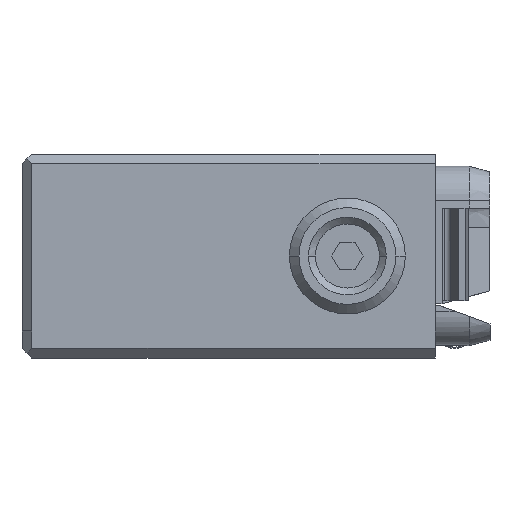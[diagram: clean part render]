
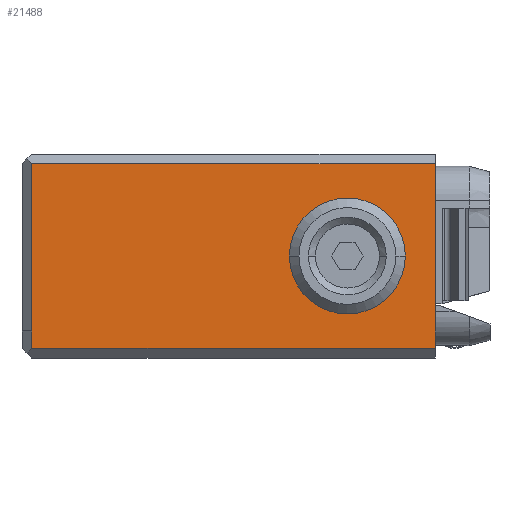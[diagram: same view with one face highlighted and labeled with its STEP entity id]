
A CAD part, left-side view. The second image highlights one B-rep face of the part: STEP entity #21488.
In plain terms, the highlighted planar face has unit normal (-1, 0, 0).
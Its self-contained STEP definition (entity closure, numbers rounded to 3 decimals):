
#4450=DIRECTION('',(0.,0.,1.));
#4451=VECTOR('',#4450,12.28);
#4452=CARTESIAN_POINT('',(-22.25,0.,0.));
#4453=LINE('',#4452,#4451);
#4496=DIRECTION('',(0.,-1.,0.));
#4497=VECTOR('',#4496,0.02);
#4498=CARTESIAN_POINT('',(-22.25,0.,0.));
#4499=LINE('',#4498,#4497);
#4500=DIRECTION('',(0.,0.,1.));
#4501=VECTOR('',#4500,1.28);
#4502=CARTESIAN_POINT('',(-22.25,-0.02,-1.28));
#4503=LINE('',#4502,#4501);
#4504=CARTESIAN_POINT('',(-22.25,6.44,5.5));
#4505=DIRECTION('',(-1.,0.,0.));
#4506=DIRECTION('',(0.,-1.,0.));
#4507=AXIS2_PLACEMENT_3D('',#4504,#4505,#4506);
#4509=CARTESIAN_POINT('',(-22.25,6.44,5.5));
#4510=DIRECTION('',(-1.,0.,0.));
#4511=DIRECTION('',(0.,1.,0.));
#4512=AXIS2_PLACEMENT_3D('',#4509,#4510,#4511);
#4514=DIRECTION('',(0.,1.,0.));
#4515=VECTOR('',#4514,29.6);
#4516=CARTESIAN_POINT('',(-22.25,-0.02,-1.28));
#4517=LINE('',#4516,#4515);
#4679=DIRECTION('',(0.,-1.,0.));
#4680=VECTOR('',#4679,0.02);
#4681=CARTESIAN_POINT('',(-22.25,29.6,0.));
#4682=LINE('',#4681,#4680);
#8933=DIRECTION('',(0.,-1.,0.));
#8934=VECTOR('',#8933,29.6);
#8935=CARTESIAN_POINT('',(-22.25,29.6,12.28));
#8936=LINE('',#8935,#8934);
#8941=DIRECTION('',(0.,0.,1.));
#8942=VECTOR('',#8941,12.28);
#8943=CARTESIAN_POINT('',(-22.25,29.6,0.));
#8944=LINE('',#8943,#8942);
#9954=DIRECTION('',(0.,0.,1.));
#9955=VECTOR('',#9954,1.28);
#9956=CARTESIAN_POINT('',(-22.25,29.58,-1.28));
#9957=LINE('',#9956,#9955);
#12869=CARTESIAN_POINT('',(-22.25,2.19,5.5));
#12870=CARTESIAN_POINT('',(-22.25,10.69,5.5));
#12871=VERTEX_POINT('',#12869);
#12872=VERTEX_POINT('',#12870);
#12885=CARTESIAN_POINT('',(-22.25,29.6,0.));
#12886=CARTESIAN_POINT('',(-22.25,29.6,12.28));
#12887=VERTEX_POINT('',#12885);
#12888=VERTEX_POINT('',#12886);
#12897=CARTESIAN_POINT('',(-22.25,0.,12.28));
#12898=VERTEX_POINT('',#12897);
#13555=CARTESIAN_POINT('',(-22.25,-0.02,0.));
#13556=VERTEX_POINT('',#13555);
#13567=CARTESIAN_POINT('',(-22.25,-0.02,-1.28));
#13568=CARTESIAN_POINT('',(-22.25,29.58,-1.28));
#13569=VERTEX_POINT('',#13567);
#13570=VERTEX_POINT('',#13568);
#13836=CARTESIAN_POINT('',(-22.25,29.58,0.));
#13837=VERTEX_POINT('',#13836);
#13840=CARTESIAN_POINT('',(-22.25,0.,0.));
#13842=VERTEX_POINT('',#13840);
#21462=CARTESIAN_POINT('',(-22.25,30.3,0.));
#21463=DIRECTION('',(-1.,0.,0.));
#21464=DIRECTION('',(0.,-1.,0.));
#21465=AXIS2_PLACEMENT_3D('',#21462,#21463,#21464);
#21466=PLANE('',#21465);
#21467=ORIENTED_EDGE('',*,*,#21429,.F.);
#21468=ORIENTED_EDGE('',*,*,#21418,.T.);
#21469=ORIENTED_EDGE('',*,*,#17019,.F.);
#21471=ORIENTED_EDGE('',*,*,#21470,.T.);
#21473=ORIENTED_EDGE('',*,*,#21472,.T.);
#21475=ORIENTED_EDGE('',*,*,#21474,.F.);
#21477=ORIENTED_EDGE('',*,*,#21476,.T.);
#21479=ORIENTED_EDGE('',*,*,#21478,.T.);
#21480=EDGE_LOOP('',(#21467,#21468,#21469,#21471,#21473,#21475,#21477,#21479));
#21481=FACE_OUTER_BOUND('',#21480,.F.);
#21483=ORIENTED_EDGE('',*,*,#21482,.T.);
#21485=ORIENTED_EDGE('',*,*,#21484,.T.);
#21486=EDGE_LOOP('',(#21483,#21485));
#21487=FACE_BOUND('',#21486,.F.);
#21488=ADVANCED_FACE('',(#21481,#21487),#21466,.T.);
#4508=CIRCLE('',#4507,4.25);
#4513=CIRCLE('',#4512,4.25);
#17019=EDGE_CURVE('',#13569,#13556,#4503,.T.);
#21418=EDGE_CURVE('',#13842,#13556,#4499,.T.);
#21429=EDGE_CURVE('',#13842,#12898,#4453,.T.);
#21470=EDGE_CURVE('',#13569,#13570,#4517,.T.);
#21472=EDGE_CURVE('',#13570,#13837,#9957,.T.);
#21474=EDGE_CURVE('',#12887,#13837,#4682,.T.);
#21476=EDGE_CURVE('',#12887,#12888,#8944,.T.);
#21478=EDGE_CURVE('',#12888,#12898,#8936,.T.);
#21482=EDGE_CURVE('',#12871,#12872,#4508,.T.);
#21484=EDGE_CURVE('',#12872,#12871,#4513,.T.);
